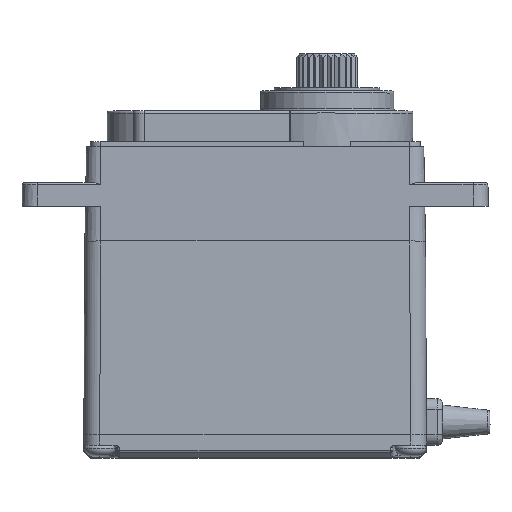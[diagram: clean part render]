
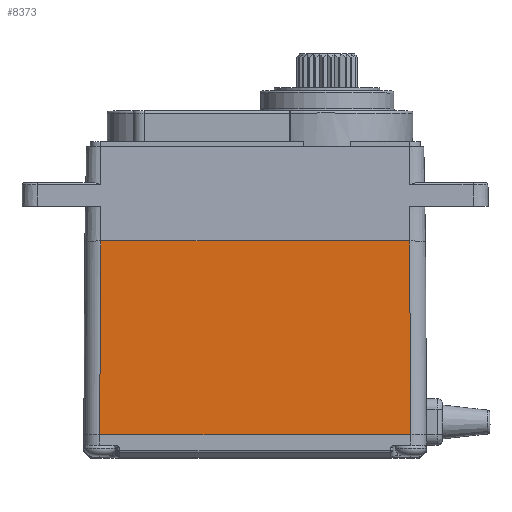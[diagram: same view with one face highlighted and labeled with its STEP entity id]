
A CAD part, top view. The second image highlights one B-rep face of the part: STEP entity #8373.
In plain terms, the highlighted planar face has unit normal (0, 0.005, 1).
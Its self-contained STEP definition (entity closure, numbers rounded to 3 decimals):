
#402=CARTESIAN_POINT('',(14.6,18.3,8.3));
#888=DIRECTION('',(1.,0.,0.));
#889=VECTOR('',#888,29.4);
#890=CARTESIAN_POINT('',(-14.7,0.,8.4));
#891=LINE('',#890,#889);
#892=DIRECTION('',(0.005,1.,-0.005));
#893=VECTOR('',#892,18.301);
#894=CARTESIAN_POINT('',(-14.7,0.,8.4));
#895=LINE('',#894,#893);
#896=DIRECTION('',(-1.,0.,0.));
#897=VECTOR('',#896,29.2);
#898=CARTESIAN_POINT('',(14.6,18.3,8.3));
#899=LINE('',#898,#897);
#900=DIRECTION('',(0.005,-1.,0.005));
#901=VECTOR('',#900,18.301);
#902=CARTESIAN_POINT('',(14.6,18.3,8.3));
#903=LINE('',#902,#901);
#6608=VERTEX_POINT('',#402);
#6609=CARTESIAN_POINT('',(-14.6,18.3,8.3));
#6610=VERTEX_POINT('',#6609);
#6769=CARTESIAN_POINT('',(-14.7,0.,
8.4));
#6770=CARTESIAN_POINT('',(14.7,0.,8.4));
#6771=VERTEX_POINT('',#6769);
#6772=VERTEX_POINT('',#6770);
#8360=CARTESIAN_POINT('',(0.,9.15,8.35));
#8361=DIRECTION('',(0.,0.005,1.));
#8362=DIRECTION('',(0.,1.,-0.005));
#8363=AXIS2_PLACEMENT_3D('',#8360,#8361,#8362);
#8364=PLANE('',#8363);
#8366=ORIENTED_EDGE('',*,*,#8365,.F.);
#8368=ORIENTED_EDGE('',*,*,#8367,.T.);
#8369=ORIENTED_EDGE('',*,*,#8327,.F.);
#8370=ORIENTED_EDGE('',*,*,#7338,.T.);
#8371=EDGE_LOOP('',(#8366,#8368,#8369,#8370));
#8372=FACE_OUTER_BOUND('',#8371,.F.);
#8373=ADVANCED_FACE('',(#8372),#8364,.T.);
#7338=EDGE_CURVE('',#6608,#6772,#903,.T.);
#8327=EDGE_CURVE('',#6608,#6610,#899,.T.);
#8365=EDGE_CURVE('',#6771,#6772,#891,.T.);
#8367=EDGE_CURVE('',#6771,#6610,#895,.T.);
